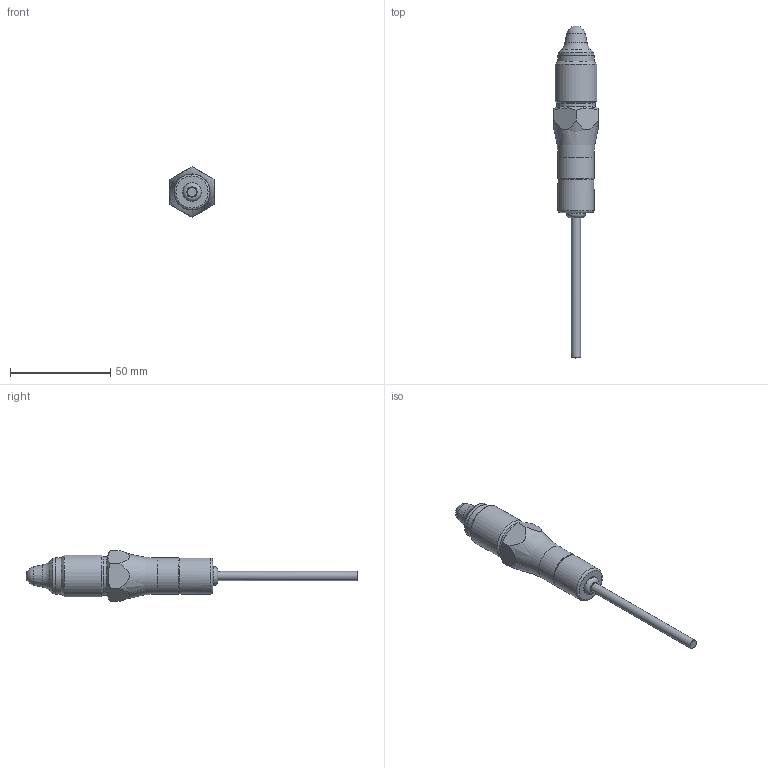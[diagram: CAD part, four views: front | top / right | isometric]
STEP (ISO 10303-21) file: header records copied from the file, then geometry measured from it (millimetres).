
FILE_DESCRIPTION( ( 'Unknown' ), '1' );
FILE_NAME( 'LBFS-x21xxx.stp', 'Unknown', ( 'Unknown' ), ( 'Unknown' ), 'PSStep 15.0.49', 'Unknown', ' ' );
FILE_SCHEMA( ( 'AUTOMOTIVE_DESIGN { 1 0 10303 214 1 1 1 1 }' ) );
Length unit declared in the file: millimetre
Products named in the file (1): 11108660
Bounding box: 22 x 165.76 x 25.2 mm (x, y, z)
Volume: 14293.5 mm3; surface area: 12429.6 mm2
Topology: 1 solids, 6 shells, 177 faces, 422 edges, 269 vertices
Faces by surface type: cylinder 67, plane 58, torus 27, cone 21, sphere 2, bspline 2
Full cylindrical faces by diameter (mm): 2.3 x2, 4.534 x2, 6.2 x1, 8 x1, 8.3 x1, 9.3 x2, 12 x2, 12.6 x1, 12.917 x1, 14.5 x1, 15 x3, 15.15 x3, 15.3 x1, 15.45 x2, 15.5 x1, 15.6 x2, 16.5 x1, 18 x4, 19 x1, 20.955 x1
Entity records: 7110 total; most frequent: CARTESIAN_POINT 1974, DIRECTION 790, ORIENTED_EDGE 662, AXIS2_PLACEMENT_3D 347, EDGE_CURVE 331, EDGE_LOOP 264, VERTEX_POINT 245, FACE_OUTER_BOUND 223
